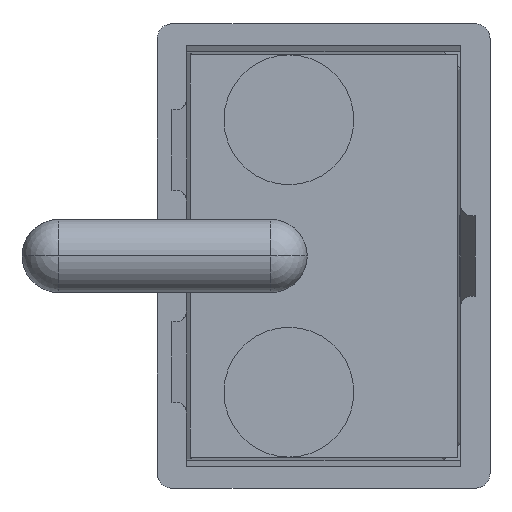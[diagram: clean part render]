
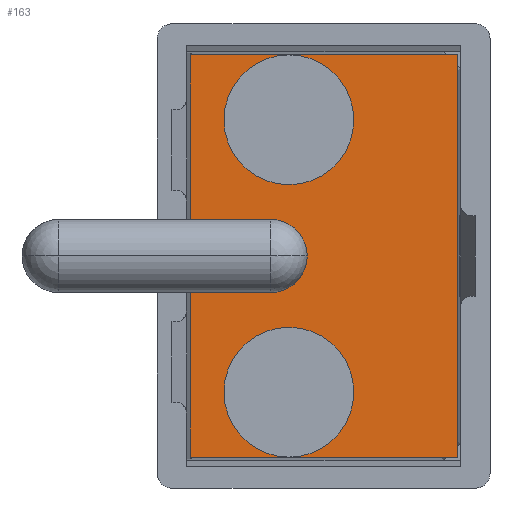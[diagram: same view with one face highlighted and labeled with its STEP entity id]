
A CAD part, front view. The second image highlights one B-rep face of the part: STEP entity #163.
In plain terms, the highlighted planar face has unit normal (0, -1, 0).
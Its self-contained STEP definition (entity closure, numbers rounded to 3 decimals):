
#31 = CARTESIAN_POINT ( 'NONE',  ( 1.003, -2.837, 7.35 ) ) ;
#61 = CIRCLE ( 'NONE', #1355, 1. ) ;
#75 = VECTOR ( 'NONE', #1961, 1000. ) ;
#76 = VERTEX_POINT ( 'NONE', #1715 ) ;
#77 = EDGE_CURVE ( 'NONE', #535, #354, #1422, .T. ) ;
#84 = VERTEX_POINT ( 'NONE', #1746 ) ;
#153 = VECTOR ( 'NONE', #2097, 1000. ) ;
#157 = CARTESIAN_POINT ( 'NONE',  ( -2.197, -2.837, 11.85 ) ) ;
#160 = EDGE_CURVE ( 'NONE', #1988, #1721, #1748, .T. ) ;
#163 = ADVANCED_FACE ( 'NONE', ( #516 ), #241, .T. ) ;
#169 = DIRECTION ( 'NONE',  ( 1., 0., 0. ) ) ;
#212 = DIRECTION ( 'NONE',  ( 0., -1., 0. ) ) ;
#214 = DIRECTION ( 'NONE',  ( 0., -1., 0. ) ) ;
#227 = CIRCLE ( 'NONE', #948, 1.775 ) ;
#237 = EDGE_CURVE ( 'NONE', #1442, #2593, #1959, .T. ) ;
#241 = PLANE ( 'NONE',  #3117 ) ;
#248 = DIRECTION ( 'NONE',  ( 0., 0., 1. ) ) ;
#279 = VECTOR ( 'NONE', #679, 1000. ) ;
#317 = VECTOR ( 'NONE', #2152, 1000. ) ;
#333 = DIRECTION ( 'NONE',  ( 0., -1., 0. ) ) ;
#344 = CARTESIAN_POINT ( 'NONE',  ( 2.278, -2.837, 10.075 ) ) ;
#354 = VERTEX_POINT ( 'NONE', #1325 ) ;
#384 = VECTOR ( 'NONE', #248, 1000. ) ;
#405 = EDGE_CURVE ( 'NONE', #84, #2672, #867, .T. ) ;
#452 = DIRECTION ( 'NONE',  ( 0., -1., 0. ) ) ;
#516 = FACE_OUTER_BOUND ( 'NONE', #2358, .T. ) ;
#535 = VERTEX_POINT ( 'NONE', #983 ) ;
#542 = CARTESIAN_POINT ( 'NONE',  ( -2.197, -2.837, 11.85 ) ) ;
#587 = ORIENTED_EDGE ( 'NONE', *, *, #1035, .F. ) ;
#608 = EDGE_CURVE ( 'NONE', #1988, #2672, #3302, .T. ) ;
#609 = ORIENTED_EDGE ( 'NONE', *, *, #237, .T. ) ;
#624 = CIRCLE ( 'NONE', #3266, 1.775 ) ;
#628 = VECTOR ( 'NONE', #1706, 1000. ) ;
#631 = CARTESIAN_POINT ( 'NONE',  ( 1.003, -2.837, 6.35 ) ) ;
#669 = VECTOR ( 'NONE', #1707, 1000. ) ;
#679 = DIRECTION ( 'NONE',  ( 0., 0., -1. ) ) ;
#699 = EDGE_CURVE ( 'NONE', #2824, #2593, #3026, .T. ) ;
#753 = DIRECTION ( 'NONE',  ( 0., 1., 0. ) ) ;
#784 = CARTESIAN_POINT ( 'NONE',  ( -2.197, -2.837, 11.85 ) ) ;
#813 = ORIENTED_EDGE ( 'NONE', *, *, #1317, .T. ) ;
#823 = LINE ( 'NONE', #989, #384 ) ;
#867 = LINE ( 'NONE', #157, #75 ) ;
#869 = ORIENTED_EDGE ( 'NONE', *, *, #699, .F. ) ;
#889 = DIRECTION ( 'NONE',  ( 0., -1., 0. ) ) ;
#905 = LINE ( 'NONE', #2527, #628 ) ;
#948 = AXIS2_PLACEMENT_3D ( 'NONE', #1157, #889, #1435 ) ;
#950 = DIRECTION ( 'NONE',  ( 1., 0., 0. ) ) ;
#983 = CARTESIAN_POINT ( 'NONE',  ( -2.197, -2.837, 0.85 ) ) ;
#989 = CARTESIAN_POINT ( 'NONE',  ( 5.103, -2.837, 11.85 ) ) ;
#1000 = DIRECTION ( 'NONE',  ( 1., 0., 0. ) ) ;
#1008 = DIRECTION ( 'NONE',  ( 1., 0., 0. ) ) ;
#1035 = EDGE_CURVE ( 'NONE', #76, #3166, #2123, .T. ) ;
#1036 = CARTESIAN_POINT ( 'NONE',  ( -2.197, -2.837, 7.35 ) ) ;
#1052 = EDGE_CURVE ( 'NONE', #2748, #2312, #905, .T. ) ;
#1056 = ORIENTED_EDGE ( 'NONE', *, *, #3134, .T. ) ;
#1087 = DIRECTION ( 'NONE',  ( -1., 0., 0. ) ) ;
#1136 = CARTESIAN_POINT ( 'NONE',  ( -2.197, -2.837, 5.35 ) ) ;
#1142 = EDGE_CURVE ( 'NONE', #354, #3095, #2867, .T. ) ;
#1157 = CARTESIAN_POINT ( 'NONE',  ( 0.503, -2.837, 2.625 ) ) ;
#1235 = CARTESIAN_POINT ( 'NONE',  ( -2.197, -2.837, 0.85 ) ) ;
#1248 = DIRECTION ( 'NONE',  ( 1., 0., 0. ) ) ;
#1317 = EDGE_CURVE ( 'NONE', #2748, #535, #1616, .T. ) ;
#1325 = CARTESIAN_POINT ( 'NONE',  ( 0.503, -2.837, 0.85 ) ) ;
#1350 = EDGE_CURVE ( 'NONE', #3184, #2824, #624, .T. ) ;
#1355 = AXIS2_PLACEMENT_3D ( 'NONE', #1933, #2957, #950 ) ;
#1361 = ORIENTED_EDGE ( 'NONE', *, *, #1350, .F. ) ;
#1374 = CARTESIAN_POINT ( 'NONE',  ( 0.503, -2.837, 10.075 ) ) ;
#1407 = CIRCLE ( 'NONE', #1770, 1.775 ) ;
#1411 = VECTOR ( 'NONE', #1248, 1000. ) ;
#1422 = LINE ( 'NONE', #1235, #669 ) ;
#1430 = CARTESIAN_POINT ( 'NONE',  ( 5.103, -2.837, 0.85 ) ) ;
#1435 = DIRECTION ( 'NONE',  ( 1., 0., 0. ) ) ;
#1442 = VERTEX_POINT ( 'NONE', #3265 ) ;
#1615 = LINE ( 'NONE', #784, #317 ) ;
#1616 = LINE ( 'NONE', #3234, #279 ) ;
#1641 = ORIENTED_EDGE ( 'NONE', *, *, #3005, .F. ) ;
#1691 = DIRECTION ( 'NONE',  ( 1., 0., 0. ) ) ;
#1706 = DIRECTION ( 'NONE',  ( 1., 0., 0. ) ) ;
#1707 = DIRECTION ( 'NONE',  ( 1., 0., 0. ) ) ;
#1710 = DIRECTION ( 'NONE',  ( 1., 0., 0. ) ) ;
#1715 = CARTESIAN_POINT ( 'NONE',  ( 2.278, -2.837, 2.625 ) ) ;
#1721 = VERTEX_POINT ( 'NONE', #631 ) ;
#1737 = ORIENTED_EDGE ( 'NONE', *, *, #160, .T. ) ;
#1744 = CARTESIAN_POINT ( 'NONE',  ( -2.197, -2.837, 0.85 ) ) ;
#1746 = CARTESIAN_POINT ( 'NONE',  ( -2.197, -2.837, 11.85 ) ) ;
#1748 = CIRCLE ( 'NONE', #2005, 1. ) ;
#1763 = DIRECTION ( 'NONE',  ( 0., -1., 0. ) ) ;
#1770 = AXIS2_PLACEMENT_3D ( 'NONE', #2390, #2901, #2177 ) ;
#1813 = CIRCLE ( 'NONE', #2799, 1.775 ) ;
#1933 = CARTESIAN_POINT ( 'NONE',  ( 0.003, -2.837, 6.35 ) ) ;
#1959 = LINE ( 'NONE', #542, #2573 ) ;
#1961 = DIRECTION ( 'NONE',  ( 0., 0., -1. ) ) ;
#1982 = ORIENTED_EDGE ( 'NONE', *, *, #77, .T. ) ;
#1988 = VERTEX_POINT ( 'NONE', #2841 ) ;
#2005 = AXIS2_PLACEMENT_3D ( 'NONE', #2023, #753, #1000 ) ;
#2023 = CARTESIAN_POINT ( 'NONE',  ( 0.003, -2.837, 6.35 ) ) ;
#2032 = CARTESIAN_POINT ( 'NONE',  ( 0., -2.837, 0. ) ) ;
#2097 = DIRECTION ( 'NONE',  ( -1., 0., 0. ) ) ;
#2122 = CARTESIAN_POINT ( 'NONE',  ( -1.272, -2.837, 10.075 ) ) ;
#2123 = CIRCLE ( 'NONE', #2609, 1.775 ) ;
#2152 = DIRECTION ( 'NONE',  ( -1., 0., 0. ) ) ;
#2177 = DIRECTION ( 'NONE',  ( 1., 0., 0. ) ) ;
#2182 = ORIENTED_EDGE ( 'NONE', *, *, #1052, .F. ) ;
#2192 = EDGE_CURVE ( 'NONE', #354, #76, #1407, .T. ) ;
#2232 = CARTESIAN_POINT ( 'NONE',  ( 0.003, -2.837, 5.35 ) ) ;
#2312 = VERTEX_POINT ( 'NONE', #2232 ) ;
#2318 = EDGE_CURVE ( 'NONE', #1721, #2312, #61, .T. ) ;
#2358 = EDGE_LOOP ( 'NONE', ( #3208, #2692, #1737, #2617, #2182, #813, #1982, #3098, #587, #2566, #3036, #1056, #609, #869, #1361, #1641, #2789 ) ) ;
#2380 = DIRECTION ( 'NONE',  ( 1., 0., 0. ) ) ;
#2390 = CARTESIAN_POINT ( 'NONE',  ( 0.503, -2.837, 2.625 ) ) ;
#2478 = CARTESIAN_POINT ( 'NONE',  ( 0.503, -2.837, 2.625 ) ) ;
#2498 = AXIS2_PLACEMENT_3D ( 'NONE', #2849, #333, #2380 ) ;
#2527 = CARTESIAN_POINT ( 'NONE',  ( 1.003, -2.837, 5.35 ) ) ;
#2562 = CARTESIAN_POINT ( 'NONE',  ( 0.503, -2.837, 11.85 ) ) ;
#2566 = ORIENTED_EDGE ( 'NONE', *, *, #2192, .F. ) ;
#2573 = VECTOR ( 'NONE', #1087, 1000. ) ;
#2593 = VERTEX_POINT ( 'NONE', #2562 ) ;
#2609 = AXIS2_PLACEMENT_3D ( 'NONE', #2478, #452, #1691 ) ;
#2617 = ORIENTED_EDGE ( 'NONE', *, *, #2318, .T. ) ;
#2672 = VERTEX_POINT ( 'NONE', #1036 ) ;
#2692 = ORIENTED_EDGE ( 'NONE', *, *, #608, .F. ) ;
#2748 = VERTEX_POINT ( 'NONE', #1136 ) ;
#2789 = ORIENTED_EDGE ( 'NONE', *, *, #3276, .T. ) ;
#2797 = CARTESIAN_POINT ( 'NONE',  ( -1.272, -2.837, 2.625 ) ) ;
#2799 = AXIS2_PLACEMENT_3D ( 'NONE', #3268, #214, #169 ) ;
#2824 = VERTEX_POINT ( 'NONE', #344 ) ;
#2841 = CARTESIAN_POINT ( 'NONE',  ( 0.003, -2.837, 7.35 ) ) ;
#2847 = EDGE_CURVE ( 'NONE', #3166, #354, #227, .T. ) ;
#2849 = CARTESIAN_POINT ( 'NONE',  ( 0.503, -2.837, 10.075 ) ) ;
#2867 = LINE ( 'NONE', #1744, #1411 ) ;
#2901 = DIRECTION ( 'NONE',  ( 0., -1., 0. ) ) ;
#2957 = DIRECTION ( 'NONE',  ( 0., 1., 0. ) ) ;
#3005 = EDGE_CURVE ( 'NONE', #2593, #3184, #1813, .T. ) ;
#3026 = CIRCLE ( 'NONE', #2498, 1.775 ) ;
#3036 = ORIENTED_EDGE ( 'NONE', *, *, #1142, .T. ) ;
#3095 = VERTEX_POINT ( 'NONE', #1430 ) ;
#3098 = ORIENTED_EDGE ( 'NONE', *, *, #2847, .F. ) ;
#3117 = AXIS2_PLACEMENT_3D ( 'NONE', #2032, #1763, #1008 ) ;
#3134 = EDGE_CURVE ( 'NONE', #3095, #1442, #823, .T. ) ;
#3166 = VERTEX_POINT ( 'NONE', #2797 ) ;
#3184 = VERTEX_POINT ( 'NONE', #2122 ) ;
#3208 = ORIENTED_EDGE ( 'NONE', *, *, #405, .T. ) ;
#3234 = CARTESIAN_POINT ( 'NONE',  ( -2.197, -2.837, 11.85 ) ) ;
#3265 = CARTESIAN_POINT ( 'NONE',  ( 5.103, -2.837, 11.85 ) ) ;
#3266 = AXIS2_PLACEMENT_3D ( 'NONE', #1374, #212, #1710 ) ;
#3268 = CARTESIAN_POINT ( 'NONE',  ( 0.503, -2.837, 10.075 ) ) ;
#3276 = EDGE_CURVE ( 'NONE', #2593, #84, #1615, .T. ) ;
#3302 = LINE ( 'NONE', #31, #153 ) ;
